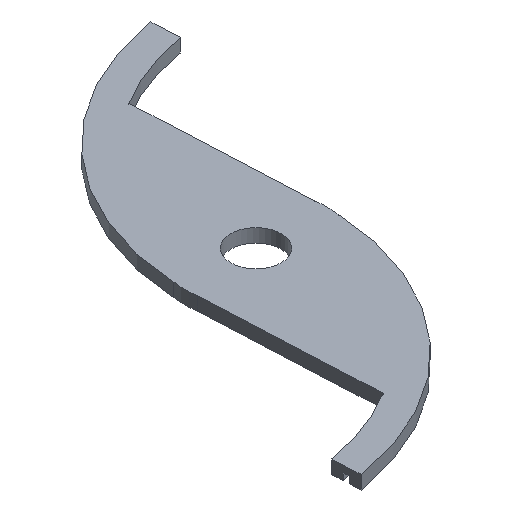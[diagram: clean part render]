
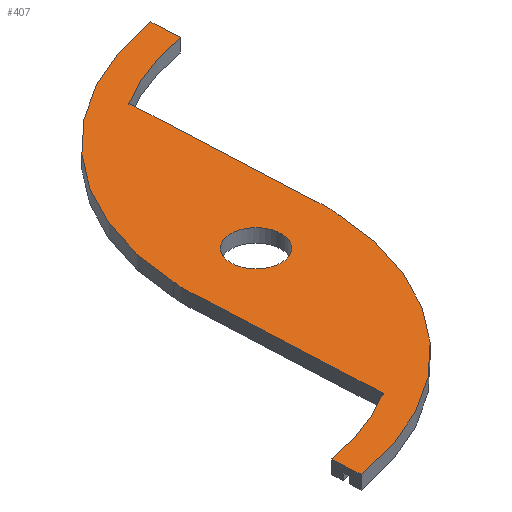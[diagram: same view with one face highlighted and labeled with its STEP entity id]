
A CAD part, isometric view. The second image highlights one B-rep face of the part: STEP entity #407.
In plain terms, the highlighted planar face has unit normal (0, 0, 1).
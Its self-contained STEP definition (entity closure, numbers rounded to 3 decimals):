
#20=FACE_BOUND('',#97,.T.);
#21=CIRCLE('',#425,39.85);
#23=CIRCLE('',#428,44.85);
#25=CIRCLE('',#431,12.725);
#27=CIRCLE('',#436,39.85);
#29=CIRCLE('',#440,44.85);
#31=CIRCLE('',#443,12.725);
#42=CIRCLE('',#464,4.5);
#74=FACE_OUTER_BOUND('',#96,.T.);
#96=EDGE_LOOP('',(#366,#367,#368,#369,#370,#371,#372,#373,#374,#375));
#97=EDGE_LOOP('',(#376));
#98=LINE('',#599,#133);
#106=LINE('',#627,#141);
#112=LINE('',#639,#147);
#116=LINE('',#651,#151);
#133=VECTOR('',#473,10.);
#141=VECTOR('',#501,10.);
#147=VECTOR('',#509,10.);
#151=VECTOR('',#521,10.);
#168=VERTEX_POINT('',#597);
#169=VERTEX_POINT('',#598);
#172=VERTEX_POINT('',#606);
#174=VERTEX_POINT('',#612);
#175=VERTEX_POINT('',#613);
#178=VERTEX_POINT('',#621);
#184=VERTEX_POINT('',#638);
#186=VERTEX_POINT('',#644);
#188=VERTEX_POINT('',#650);
#194=VERTEX_POINT('',#664);
#205=VERTEX_POINT('',#708);
#206=EDGE_CURVE('',#168,#169,#98,.T.);
#210=EDGE_CURVE('',#169,#172,#21,.T.);
#213=EDGE_CURVE('',#174,#175,#23,.T.);
#217=EDGE_CURVE('',#175,#178,#25,.T.);
#220=EDGE_CURVE('',#172,#174,#106,.T.);
#226=EDGE_CURVE('',#178,#184,#112,.T.);
#229=EDGE_CURVE('',#184,#186,#27,.T.);
#232=EDGE_CURVE('',#186,#188,#116,.T.);
#239=EDGE_CURVE('',#188,#194,#29,.T.);
#242=EDGE_CURVE('',#194,#168,#31,.T.);
#261=EDGE_CURVE('',#205,#205,#42,.T.);
#366=ORIENTED_EDGE('',*,*,#226,.T.);
#367=ORIENTED_EDGE('',*,*,#229,.T.);
#368=ORIENTED_EDGE('',*,*,#232,.T.);
#369=ORIENTED_EDGE('',*,*,#239,.T.);
#370=ORIENTED_EDGE('',*,*,#242,.T.);
#371=ORIENTED_EDGE('',*,*,#206,.T.);
#372=ORIENTED_EDGE('',*,*,#210,.T.);
#373=ORIENTED_EDGE('',*,*,#220,.T.);
#374=ORIENTED_EDGE('',*,*,#213,.T.);
#375=ORIENTED_EDGE('',*,*,#217,.T.);
#376=ORIENTED_EDGE('',*,*,#261,.T.);
#386=PLANE('',#465);
#407=ADVANCED_FACE('',(#74,#20),#386,.T.);
#425=AXIS2_PLACEMENT_3D('',#607,#479,#480);
#428=AXIS2_PLACEMENT_3D('',#614,#486,#487);
#431=AXIS2_PLACEMENT_3D('',#622,#494,#495);
#436=AXIS2_PLACEMENT_3D('',#645,#514,#515);
#440=AXIS2_PLACEMENT_3D('',#665,#530,#531);
#443=AXIS2_PLACEMENT_3D('',#670,#537,#538);
#464=AXIS2_PLACEMENT_3D('',#709,#587,#588);
#465=AXIS2_PLACEMENT_3D('',#711,#590,#591);
#473=DIRECTION('',(0.047,-0.999,0.));
#479=DIRECTION('center_axis',(0.,0.,-1.));
#480=DIRECTION('ref_axis',(0.999,0.053,0.));
#486=DIRECTION('center_axis',(0.,0.,1.));
#487=DIRECTION('ref_axis',(0.999,0.047,0.));
#494=DIRECTION('center_axis',(0.,0.,1.));
#495=DIRECTION('ref_axis',(1.,0.,0.));
#501=DIRECTION('',(0.047,-0.999,0.));
#509=DIRECTION('',(-0.047,0.999,0.));
#514=DIRECTION('center_axis',(0.,0.,-1.));
#515=DIRECTION('ref_axis',(-0.999,-0.053,0.));
#521=DIRECTION('',(-0.047,0.999,0.));
#530=DIRECTION('center_axis',(0.,0.,1.));
#531=DIRECTION('ref_axis',(-0.999,-0.047,0.));
#537=DIRECTION('center_axis',(0.,0.,1.));
#538=DIRECTION('ref_axis',(1.,0.,0.));
#587=DIRECTION('center_axis',(0.,0.,-1.));
#588=DIRECTION('ref_axis',(1.,0.,0.));
#590=DIRECTION('center_axis',(0.,0.,1.));
#591=DIRECTION('ref_axis',(1.,0.,0.));
#597=CARTESIAN_POINT('',(-12.551,-2.1,116.7));
#598=CARTESIAN_POINT('',(-11.067,-33.754,116.7));
#599=CARTESIAN_POINT('',(-11.844,-17.173,116.7));
#606=CARTESIAN_POINT('',(-25.837,-39.331,116.7));
#607=CARTESIAN_POINT('Origin',(-32.25,0.,116.7));
#612=CARTESIAN_POINT('',(-25.6,-44.354,116.7));
#613=CARTESIAN_POINT('',(12.551,-2.1,116.7));
#614=CARTESIAN_POINT('Origin',(-32.25,0.,116.7));
#621=CARTESIAN_POINT('',(12.551,2.1,116.7));
#622=CARTESIAN_POINT('Origin',(0.,0.,116.7));
#627=CARTESIAN_POINT('',(-26.616,-22.829,116.7));
#638=CARTESIAN_POINT('',(11.067,33.754,116.7));
#639=CARTESIAN_POINT('',(11.844,17.173,116.7));
#644=CARTESIAN_POINT('',(25.839,39.331,116.7));
#645=CARTESIAN_POINT('Origin',(32.25,0.,116.7));
#650=CARTESIAN_POINT('',(25.603,44.355,116.7));
#651=CARTESIAN_POINT('',(26.612,22.825,116.7));
#664=CARTESIAN_POINT('',(-12.551,2.1,116.7));
#665=CARTESIAN_POINT('Origin',(32.25,0.,116.7));
#670=CARTESIAN_POINT('Origin',(0.,0.,116.7));
#708=CARTESIAN_POINT('',(-4.5,0.,116.7));
#709=CARTESIAN_POINT('Origin',(0.,0.,116.7));
#711=CARTESIAN_POINT('Origin',(0.,0.,116.7));
